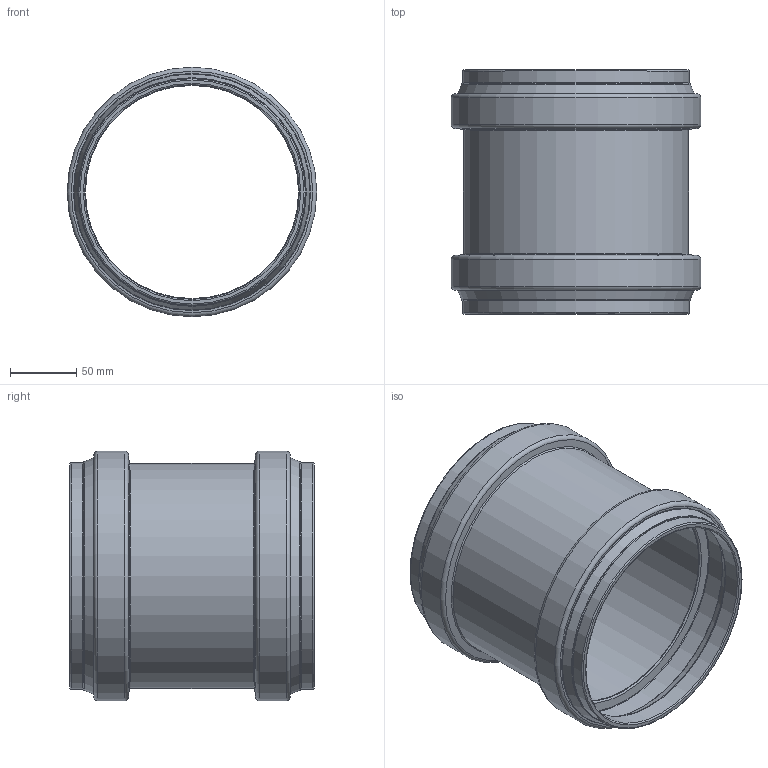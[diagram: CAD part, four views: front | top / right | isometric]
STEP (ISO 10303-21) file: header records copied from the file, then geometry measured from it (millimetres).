
FILE_DESCRIPTION(/* description */ (''),/* implementation_level */ '2;1');
FILE_NAME(/* name */ '337500 SKOLANsafeU Überschiebmuffe DN_OD 160.stp',/* time_stamp */ '2018-01-09T14:22:41+01:00',/* author */ ('user1'),/* organization */ (''),/* preprocessor_version */ 'ST-DEVELOPER v16.1',/* originating_system */ 'Autodesk Inventor 2016',/* authorisation */ '');
FILE_SCHEMA (('AUTOMOTIVE_DESIGN { 1 0 10303 214 3 1 1 }'));
Length unit declared in the file: millimetre
Products named in the file (1): 337500 SKOLANsafeU Überschiebmuffe DN_OD 160
Bounding box: 188.4 x 184.5 x 188.4 mm (x, y, z)
Volume: 510712.3 mm3; surface area: 229200.9 mm2
Topology: 1 solids, 1 shells, 58 faces, 110 edges, 58 vertices
Faces by surface type: torus 28, cylinder 12, cone 12, plane 6
Full cylindrical faces by diameter (mm): 161 x1, 162.2 x4, 170 x1, 171.2 x2, 179.4 x2, 188.4 x2
Entity records: 1192 total; most frequent: DIRECTION 234, CARTESIAN_POINT 175, AXIS2_PLACEMENT_3D 117, EDGE_LOOP 116, ORIENTED_EDGE 116, FACE_BOUND 58, FACE_OUTER_BOUND 58, CIRCLE 58
